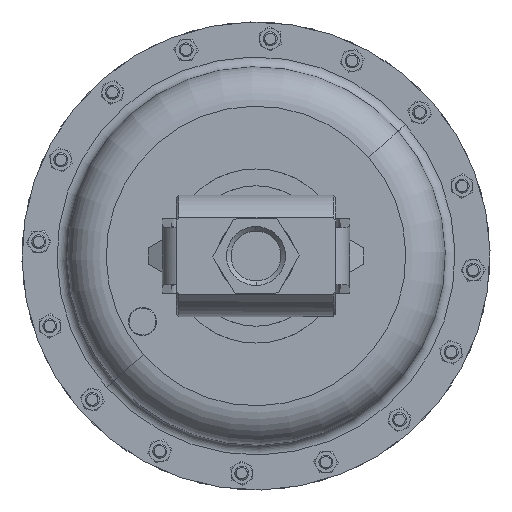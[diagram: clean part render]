
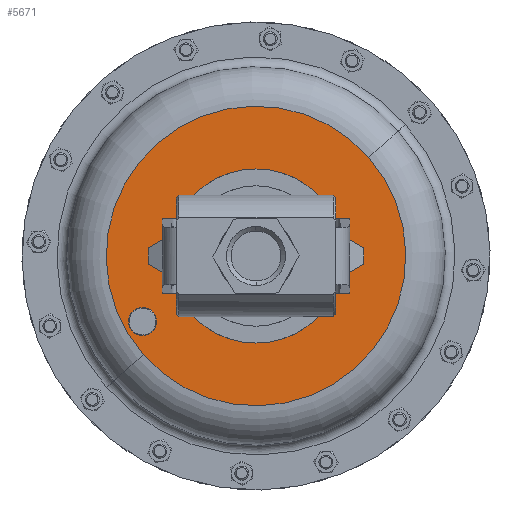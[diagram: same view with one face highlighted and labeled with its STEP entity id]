
A CAD part, front view. The second image highlights one B-rep face of the part: STEP entity #5671.
In plain terms, the highlighted planar face has unit normal (0, -1, 0).
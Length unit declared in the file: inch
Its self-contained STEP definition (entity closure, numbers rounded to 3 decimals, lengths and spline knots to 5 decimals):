
#2813 = ORIENTED_EDGE ( 'NONE', *, *, #7570, .F. ) ;
#3048 = CIRCLE ( 'NONE', #10744, 4. ) ;
#4690 = CIRCLE ( 'NONE', #12824, 4. ) ;
#5439 = CARTESIAN_POINT ( 'NONE',  ( 0., 7.997, 0. ) ) ;
#5671 = ADVANCED_FACE ( 'NONE', ( #20652 ), #20458, .T. ) ;
#5857 = ORIENTED_EDGE ( 'NONE', *, *, #18873, .F. ) ;
#5879 = VERTEX_POINT ( 'NONE', #19334 ) ;
#6974 = DIRECTION ( 'NONE',  ( 0., 1., 0. ) ) ;
#7381 = DIRECTION ( 'NONE',  ( -0.752, 0., -0.659 ) ) ;
#7570 = EDGE_CURVE ( 'NONE', #5879, #22447, #3048, .T. ) ;
#8792 = CARTESIAN_POINT ( 'NONE',  ( -2.63738, 7.997, 3.00736 ) ) ;
#9361 = CARTESIAN_POINT ( 'NONE',  ( -3.00736, 7.997, -2.63738 ) ) ;
#10744 = AXIS2_PLACEMENT_3D ( 'NONE', #18562, #6974, #20496 ) ;
#10808 = DIRECTION ( 'NONE',  ( 0.752, 0., 0.659 ) ) ;
#11483 = AXIS2_PLACEMENT_3D ( 'NONE', #8792, #22382, #10808 ) ;
#12824 = AXIS2_PLACEMENT_3D ( 'NONE', #5439, #18967, #7381 ) ;
#18562 = CARTESIAN_POINT ( 'NONE',  ( 0., 7.997, 0. ) ) ;
#18873 = EDGE_CURVE ( 'NONE', #22447, #5879, #4690, .T. ) ;
#18967 = DIRECTION ( 'NONE',  ( 0., 1., 0. ) ) ;
#19334 = CARTESIAN_POINT ( 'NONE',  ( 3.00736, 7.997, 2.63738 ) ) ;
#20458 = PLANE ( 'NONE',  #11483 ) ;
#20496 = DIRECTION ( 'NONE',  ( -0.752, 0., -0.659 ) ) ;
#20652 = FACE_OUTER_BOUND ( 'NONE', #21085, .T. ) ;
#21085 = EDGE_LOOP ( 'NONE', ( #5857, #2813 ) ) ;
#22382 = DIRECTION ( 'NONE',  ( 0., -1., 0. ) ) ;
#22447 = VERTEX_POINT ( 'NONE', #9361 ) ;
